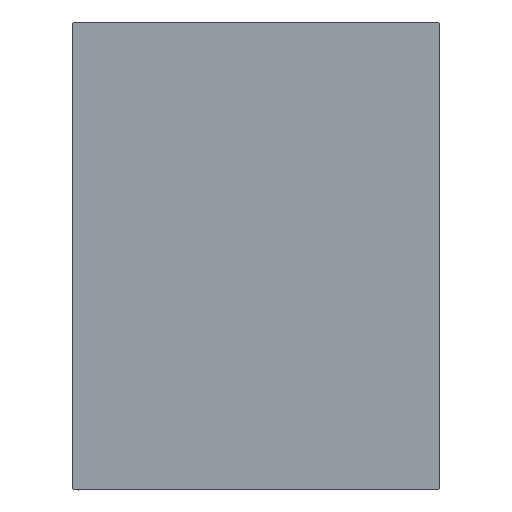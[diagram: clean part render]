
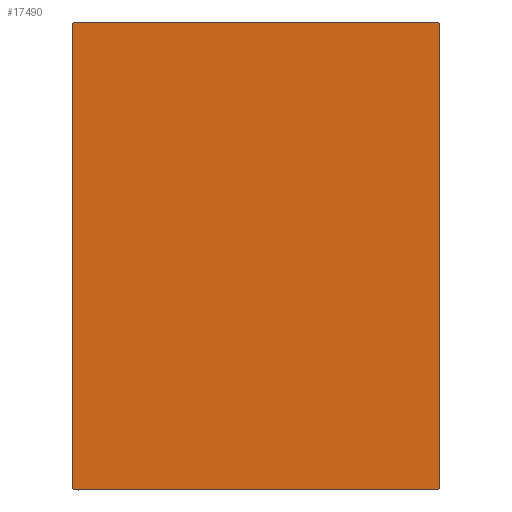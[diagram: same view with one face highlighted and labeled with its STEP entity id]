
A CAD part, left-side view. The second image highlights one B-rep face of the part: STEP entity #17490.
In plain terms, the highlighted face is planar.
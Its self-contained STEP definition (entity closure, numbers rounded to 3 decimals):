
#433 = LINE ( 'NONE', #34763, #13217 ) ;
#456 = CARTESIAN_POINT ( 'NONE',  ( 213., 62.35, -62.35 ) ) ;
#1109 = LINE ( 'NONE', #11909, #19750 ) ;
#1832 = ORIENTED_EDGE ( 'NONE', *, *, #33302, .T. ) ;
#1886 = DIRECTION ( 'NONE',  ( 0., 1., 0. ) ) ;
#2586 = PLANE ( 'NONE',  #6421 ) ;
#3950 = CARTESIAN_POINT ( 'NONE',  ( 213., 54.7, -70. ) ) ;
#4830 = VERTEX_POINT ( 'NONE', #13625 ) ;
#4983 = LINE ( 'NONE', #18480, #38499 ) ;
#6421 = AXIS2_PLACEMENT_3D ( 'NONE', #6549, #23159, #10078 ) ;
#6549 = CARTESIAN_POINT ( 'NONE',  ( 213., 0., 0. ) ) ;
#7089 = CARTESIAN_POINT ( 'NONE',  ( 213., 54.7, 70. ) ) ;
#7099 = ORIENTED_EDGE ( 'NONE', *, *, #14524, .T. ) ;
#7367 = EDGE_CURVE ( 'NONE', #23626, #41213, #27892, .T. ) ;
#7414 = LINE ( 'NONE', #41108, #15204 ) ;
#7575 = LINE ( 'NONE', #33942, #42865 ) ;
#8404 = EDGE_LOOP ( 'NONE', ( #31466, #28876, #7099, #13366, #38634, #1832, #25627, #31096 ) ) ;
#8766 = CARTESIAN_POINT ( 'NONE',  ( 213., -54.7, -70. ) ) ;
#10078 = DIRECTION ( 'NONE',  ( 0., 0., -1. ) ) ;
#10161 = CARTESIAN_POINT ( 'NONE',  ( 213., 55., -69.7 ) ) ;
#10500 = DIRECTION ( 'NONE',  ( 0., -0.707, -0.707 ) ) ;
#11909 = CARTESIAN_POINT ( 'NONE',  ( 213., 55., 70. ) ) ;
#12899 = CARTESIAN_POINT ( 'NONE',  ( 213., -62.35, -62.35 ) ) ;
#13217 = VECTOR ( 'NONE', #14586, 1000. ) ;
#13366 = ORIENTED_EDGE ( 'NONE', *, *, #40511, .T. ) ;
#13625 = CARTESIAN_POINT ( 'NONE',  ( 213., -55., 69.7 ) ) ;
#13661 = EDGE_CURVE ( 'NONE', #33593, #29206, #1109, .T. ) ;
#14157 = VERTEX_POINT ( 'NONE', #8766 ) ;
#14524 = EDGE_CURVE ( 'NONE', #41213, #42051, #39527, .T. ) ;
#14586 = DIRECTION ( 'NONE',  ( 0., -0.707, 0.707 ) ) ;
#15204 = VECTOR ( 'NONE', #10500, 1000. ) ;
#17255 = DIRECTION ( 'NONE',  ( 0., 0.707, 0.707 ) ) ;
#17300 = DIRECTION ( 'NONE',  ( 0., 0., -1. ) ) ;
#17421 = CARTESIAN_POINT ( 'NONE',  ( 213., -54.7, 70. ) ) ;
#17490 = ADVANCED_FACE ( 'NONE', ( #30040 ), #2586, .T. ) ;
#18350 = DIRECTION ( 'NONE',  ( 0., -1., 0. ) ) ;
#18480 = CARTESIAN_POINT ( 'NONE',  ( 213., -55., -70. ) ) ;
#19750 = VECTOR ( 'NONE', #18350, 1000. ) ;
#19783 = VECTOR ( 'NONE', #32436, 1000. ) ;
#19970 = CARTESIAN_POINT ( 'NONE',  ( 213., 55., 69.7 ) ) ;
#21539 = VERTEX_POINT ( 'NONE', #25490 ) ;
#23159 = DIRECTION ( 'NONE',  ( 1., 0., 0. ) ) ;
#23626 = VERTEX_POINT ( 'NONE', #3950 ) ;
#25490 = CARTESIAN_POINT ( 'NONE',  ( 213., -55., -69.7 ) ) ;
#25534 = CARTESIAN_POINT ( 'NONE',  ( 213., 55., -70. ) ) ;
#25627 = ORIENTED_EDGE ( 'NONE', *, *, #36200, .T. ) ;
#27892 = LINE ( 'NONE', #456, #42247 ) ;
#28876 = ORIENTED_EDGE ( 'NONE', *, *, #7367, .T. ) ;
#29206 = VERTEX_POINT ( 'NONE', #17421 ) ;
#29967 = DIRECTION ( 'NONE',  ( 0., 0.707, -0.707 ) ) ;
#30040 = FACE_OUTER_BOUND ( 'NONE', #8404, .T. ) ;
#30411 = LINE ( 'NONE', #12899, #33552 ) ;
#31096 = ORIENTED_EDGE ( 'NONE', *, *, #32599, .T. ) ;
#31237 = EDGE_CURVE ( 'NONE', #14157, #23626, #4983, .T. ) ;
#31466 = ORIENTED_EDGE ( 'NONE', *, *, #31237, .T. ) ;
#32436 = DIRECTION ( 'NONE',  ( 0., 0., 1. ) ) ;
#32599 = EDGE_CURVE ( 'NONE', #21539, #14157, #30411, .T. ) ;
#33302 = EDGE_CURVE ( 'NONE', #29206, #4830, #7414, .T. ) ;
#33552 = VECTOR ( 'NONE', #29967, 1000. ) ;
#33593 = VERTEX_POINT ( 'NONE', #7089 ) ;
#33942 = CARTESIAN_POINT ( 'NONE',  ( 213., -55., 70. ) ) ;
#34763 = CARTESIAN_POINT ( 'NONE',  ( 213., 62.35, 62.35 ) ) ;
#36200 = EDGE_CURVE ( 'NONE', #4830, #21539, #7575, .T. ) ;
#38499 = VECTOR ( 'NONE', #1886, 1000. ) ;
#38634 = ORIENTED_EDGE ( 'NONE', *, *, #13661, .T. ) ;
#39527 = LINE ( 'NONE', #25534, #19783 ) ;
#40511 = EDGE_CURVE ( 'NONE', #42051, #33593, #433, .T. ) ;
#41108 = CARTESIAN_POINT ( 'NONE',  ( 213., -62.35, 62.35 ) ) ;
#41213 = VERTEX_POINT ( 'NONE', #10161 ) ;
#42051 = VERTEX_POINT ( 'NONE', #19970 ) ;
#42247 = VECTOR ( 'NONE', #17255, 1000. ) ;
#42865 = VECTOR ( 'NONE', #17300, 1000. ) ;
